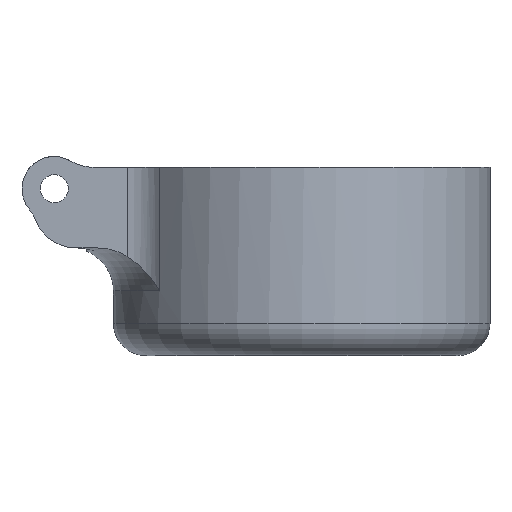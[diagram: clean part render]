
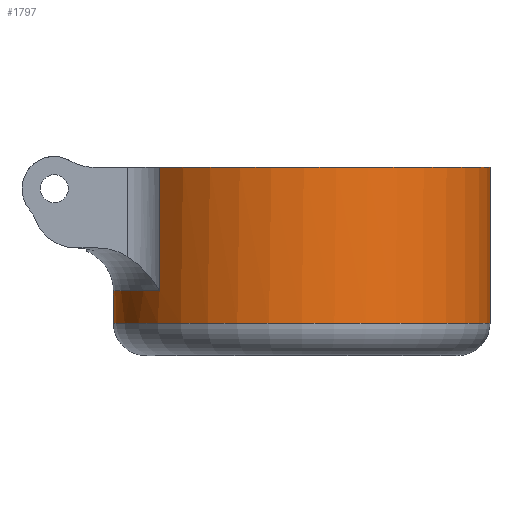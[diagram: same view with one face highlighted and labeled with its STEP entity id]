
A CAD part, front view. The second image highlights one B-rep face of the part: STEP entity #1797.
In plain terms, the highlighted cylindrical face has radius 22.225 mm (diameter 44.45 mm), a partial arc.
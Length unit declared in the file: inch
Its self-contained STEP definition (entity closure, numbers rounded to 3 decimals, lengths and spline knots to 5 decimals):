
#34 = CARTESIAN_POINT ( 'NONE',  ( -0.875, 0., 0.3 ) ) ;
#54 = EDGE_CURVE ( 'NONE', #695, #2668, #1609, .T. ) ;
#158 = CARTESIAN_POINT ( 'NONE',  ( 0., 0., 0.15 ) ) ;
#275 = CARTESIAN_POINT ( 'NONE',  ( 0.875, 0., 0.15 ) ) ;
#281 = CIRCLE ( 'NONE', #1407, 0.875 ) ;
#291 = VECTOR ( 'NONE', #1313, 39.37008 ) ;
#327 = FACE_OUTER_BOUND ( 'NONE', #592, .T. ) ;
#390 = EDGE_CURVE ( 'NONE', #1343, #1156, #628, .T. ) ;
#513 = AXIS2_PLACEMENT_3D ( 'NONE', #158, #1094, #2060 ) ;
#592 = EDGE_LOOP ( 'NONE', ( #1578, #2328, #2360, #2230, #3047, #2136 ) ) ;
#628 = CIRCLE ( 'NONE', #513, 0.875 ) ;
#695 = VERTEX_POINT ( 'NONE', #3019 ) ;
#789 = VECTOR ( 'NONE', #1903, 39.37008 ) ;
#876 = CARTESIAN_POINT ( 'NONE',  ( -0.875, 0., 0.15 ) ) ;
#937 = DIRECTION ( 'NONE',  ( 0., 0., -1. ) ) ;
#1094 = DIRECTION ( 'NONE',  ( 0., 0., 1. ) ) ;
#1118 = EDGE_CURVE ( 'NONE', #1182, #1156, #2721, .T. ) ;
#1156 = VERTEX_POINT ( 'NONE', #275 ) ;
#1182 = VERTEX_POINT ( 'NONE', #2212 ) ;
#1218 = VECTOR ( 'NONE', #937, 39.37008 ) ;
#1313 = DIRECTION ( 'NONE',  ( 0., 0., -1. ) ) ;
#1343 = VERTEX_POINT ( 'NONE', #876 ) ;
#1366 = CYLINDRICAL_SURFACE ( 'NONE', #2095, 0.875 ) ;
#1407 = AXIS2_PLACEMENT_3D ( 'NONE', #2817, #2845, #1592 ) ;
#1504 = EDGE_CURVE ( 'NONE', #2668, #2379, #3095, .T. ) ;
#1578 = ORIENTED_EDGE ( 'NONE', *, *, #1118, .F. ) ;
#1592 = DIRECTION ( 'NONE',  ( 1., 0., 0. ) ) ;
#1609 = LINE ( 'NONE', #2636, #789 ) ;
#1720 = EDGE_CURVE ( 'NONE', #695, #1182, #281, .T. ) ;
#1786 = CARTESIAN_POINT ( 'NONE',  ( 0.875, 0., 0.875 ) ) ;
#1797 = ADVANCED_FACE ( 'NONE', ( #327 ), #1366, .T. ) ;
#1849 = LINE ( 'NONE', #2098, #1218 ) ;
#1903 = DIRECTION ( 'NONE',  ( 0., 0., -1. ) ) ;
#2060 = DIRECTION ( 'NONE',  ( 1., 0., 0. ) ) ;
#2095 = AXIS2_PLACEMENT_3D ( 'NONE', #2868, #2857, #3107 ) ;
#2098 = CARTESIAN_POINT ( 'NONE',  ( -0.875, 0., 0.875 ) ) ;
#2106 = DIRECTION ( 'NONE',  ( 0., 0., -1. ) ) ;
#2136 = ORIENTED_EDGE ( 'NONE', *, *, #390, .T. ) ;
#2212 = CARTESIAN_POINT ( 'NONE',  ( 0.875, 0., 0.875 ) ) ;
#2230 = ORIENTED_EDGE ( 'NONE', *, *, #1504, .T. ) ;
#2252 = EDGE_CURVE ( 'NONE', #2379, #1343, #1849, .T. ) ;
#2328 = ORIENTED_EDGE ( 'NONE', *, *, #1720, .F. ) ;
#2360 = ORIENTED_EDGE ( 'NONE', *, *, #54, .T. ) ;
#2379 = VERTEX_POINT ( 'NONE', #34 ) ;
#2548 = CARTESIAN_POINT ( 'NONE',  ( -0.66056, -0.57384, 0.3 ) ) ;
#2636 = CARTESIAN_POINT ( 'NONE',  ( -0.66056, -0.57384, 0.875 ) ) ;
#2668 = VERTEX_POINT ( 'NONE', #2548 ) ;
#2688 = AXIS2_PLACEMENT_3D ( 'NONE', #2880, #2106, #3128 ) ;
#2721 = LINE ( 'NONE', #1786, #291 ) ;
#2817 = CARTESIAN_POINT ( 'NONE',  ( 0., 0., 0.875 ) ) ;
#2845 = DIRECTION ( 'NONE',  ( 0., 0., 1. ) ) ;
#2857 = DIRECTION ( 'NONE',  ( 0., 0., -1. ) ) ;
#2868 = CARTESIAN_POINT ( 'NONE',  ( 0., 0., 0.875 ) ) ;
#2880 = CARTESIAN_POINT ( 'NONE',  ( 0., 0., 0.3 ) ) ;
#3019 = CARTESIAN_POINT ( 'NONE',  ( -0.66056, -0.57384, 0.875 ) ) ;
#3047 = ORIENTED_EDGE ( 'NONE', *, *, #2252, .T. ) ;
#3095 = CIRCLE ( 'NONE', #2688, 0.875 ) ;
#3107 = DIRECTION ( 'NONE',  ( -1., 0., 0. ) ) ;
#3128 = DIRECTION ( 'NONE',  ( 1., 0., 0. ) ) ;
